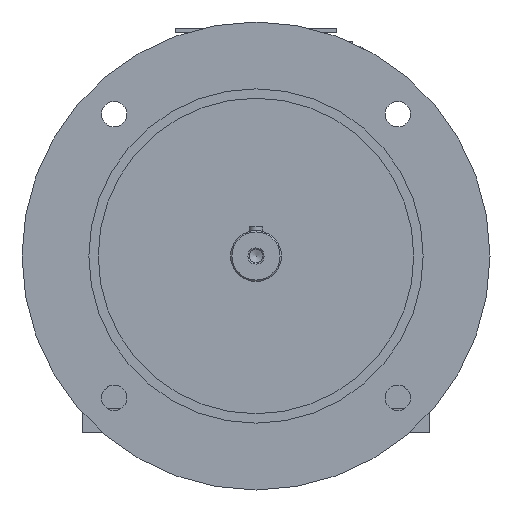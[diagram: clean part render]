
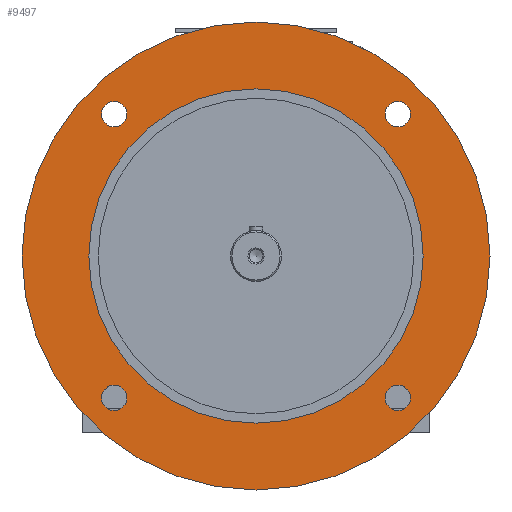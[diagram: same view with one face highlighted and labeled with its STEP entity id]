
A CAD part, front view. The second image highlights one B-rep face of the part: STEP entity #9497.
In plain terms, the highlighted planar face has unit normal (0, -1, 0).
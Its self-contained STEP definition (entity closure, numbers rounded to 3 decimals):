
#222=CIRCLE('',#9563,9.5);
#224=CIRCLE('',#9566,9.5);
#226=CIRCLE('',#9569,9.5);
#449=CIRCLE('',#10131,175.);
#451=CIRCLE('',#10134,9.5);
#452=CIRCLE('',#10135,125.);
#2274=ORIENTED_EDGE('',*,*,#2511,.F.);
#2275=ORIENTED_EDGE('',*,*,#2513,.F.);
#2276=ORIENTED_EDGE('',*,*,#2515,.F.);
#2277=ORIENTED_EDGE('',*,*,#3397,.F.);
#2278=ORIENTED_EDGE('',*,*,#3398,.T.);
#2279=ORIENTED_EDGE('',*,*,#3395,.F.);
#2511=EDGE_CURVE('',#3513,#3513,#222,.T.);
#2513=EDGE_CURVE('',#3515,#3515,#224,.T.);
#2515=EDGE_CURVE('',#3517,#3517,#226,.T.);
#3395=EDGE_CURVE('',#4103,#4103,#449,.T.);
#3397=EDGE_CURVE('',#4105,#4105,#451,.T.);
#3398=EDGE_CURVE('',#4106,#4106,#452,.T.);
#3513=VERTEX_POINT('',#12241);
#3515=VERTEX_POINT('',#12246);
#3517=VERTEX_POINT('',#12251);
#4103=VERTEX_POINT('',#14218);
#4105=VERTEX_POINT('',#14223);
#4106=VERTEX_POINT('',#14225);
#5818=EDGE_LOOP('',(#2274));
#5819=EDGE_LOOP('',(#2275));
#5820=EDGE_LOOP('',(#2276));
#5821=EDGE_LOOP('',(#2277));
#5822=EDGE_LOOP('',(#2278));
#5823=EDGE_LOOP('',(#2279));
#6245=FACE_BOUND('',#5818,.T.);
#6246=FACE_BOUND('',#5819,.T.);
#6247=FACE_BOUND('',#5820,.T.);
#6248=FACE_BOUND('',#5821,.T.);
#6249=FACE_BOUND('',#5822,.T.);
#6250=FACE_BOUND('',#5823,.T.);
#6553=PLANE('',#10133);
#9497=ADVANCED_FACE('',(#6245,#6246,#6247,#6248,#6249,#6250),#6553,.F.);
#9563=AXIS2_PLACEMENT_3D('',#12240,#10255,#10256);
#9566=AXIS2_PLACEMENT_3D('',#12245,#10261,#10262);
#9569=AXIS2_PLACEMENT_3D('',#12250,#10267,#10268);
#10131=AXIS2_PLACEMENT_3D('',#14217,#11962,#11963);
#10133=AXIS2_PLACEMENT_3D('',#14221,#11966,#11967);
#10134=AXIS2_PLACEMENT_3D('',#14222,#11968,#11969);
#10135=AXIS2_PLACEMENT_3D('',#14224,#11970,#11971);
#10255=DIRECTION('',(0.,-1.,0.));
#10256=DIRECTION('',(0.,0.,1.));
#10261=DIRECTION('',(0.,-1.,0.));
#10262=DIRECTION('',(-1.,0.,0.));
#10267=DIRECTION('',(0.,-1.,0.));
#10268=DIRECTION('',(0.,0.,-1.));
#11962=DIRECTION('',(0.,1.,0.));
#11963=DIRECTION('',(1.,0.,0.));
#11966=DIRECTION('',(0.,1.,0.));
#11967=DIRECTION('',(0.,0.,1.));
#11968=DIRECTION('',(0.,-1.,0.));
#11969=DIRECTION('',(1.,0.,0.));
#11970=DIRECTION('',(0.,1.,0.));
#11971=DIRECTION('',(1.,0.,0.));
#12240=CARTESIAN_POINT('',(-106.066,-40.,-106.066));
#12241=CARTESIAN_POINT('',(-106.066,-40.,-96.566));
#12245=CARTESIAN_POINT('',(106.066,-40.,-106.066));
#12246=CARTESIAN_POINT('',(96.566,-40.,-106.066));
#12250=CARTESIAN_POINT('',(106.066,-40.,106.066));
#12251=CARTESIAN_POINT('',(106.066,-40.,96.566));
#14217=CARTESIAN_POINT('',(0.,-40.,0.));
#14218=CARTESIAN_POINT('',(175.,-40.,0.));
#14221=CARTESIAN_POINT('',(0.,-40.,0.));
#14222=CARTESIAN_POINT('',(-106.066,-40.,106.066));
#14223=CARTESIAN_POINT('',(-96.566,-40.,106.066));
#14224=CARTESIAN_POINT('',(0.,-40.,0.));
#14225=CARTESIAN_POINT('',(125.,-40.,0.));
